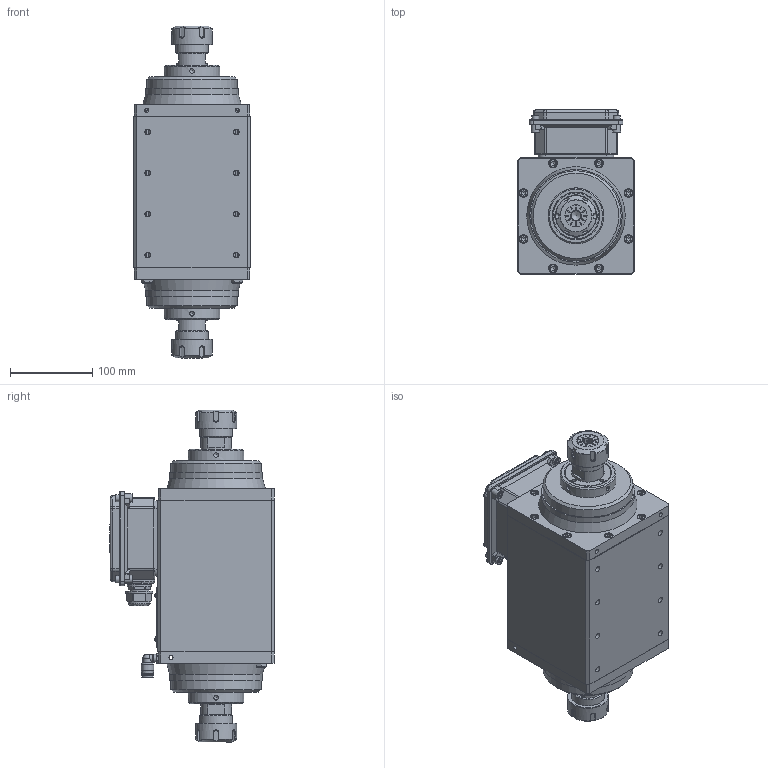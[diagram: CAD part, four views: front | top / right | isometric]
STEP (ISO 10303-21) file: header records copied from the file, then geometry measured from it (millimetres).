
FILE_DESCRIPTION (( 'STEP AP214' ), '1' );
FILE_NAME ('4.5kW邧芛萇儂軞蚾.STEP', '2024-07-15T09:40:51', ( '' ), ( '' ), 'SwSTEP 2.0', 'SolidWorks 2018', '' );
FILE_SCHEMA (( 'AUTOMOTIVE_DESIGN' ));
Length unit declared in the file: millimetre
Products named in the file (79): GDF71-4.5kW邧芛儂褲; 粣; GBT70.1_M6¡Á20; 蹟譫; BSLM01; ER32蹟簽; PL801D; GBT818_M3℅6; ヶ傷裔; ER32-d12芠標; 綴傷裔; GBT70.1_M5¡Á16; 諉盄碟极; 諉盄碟裔砎蝶菜; ヶ甜簽; 萇擢嘐隅芛PG16; 諉盄碟极砎蝶菜; 霧齪; 諉盄碟裔; 4.5kW邧芛萇儂軞蚾
Assembly tree (43 placements, depth 2):
  粣
  GBT70.1_M6¡Á20
  蹟譫
  GBT70.1_M6¡Á20
  蹟譫
Bounding box: 142.5 x 200.75 x 404.71 mm (x, y, z)
Volume: 1840343.3 mm3; surface area: 687269.9 mm2
Topology: 44 solids, 44 shells, 1896 faces, 4824 edges, 3100 vertices
Faces by surface type: plane 924, cylinder 583, cone 257, torus 101, bspline 26, sphere 5
Full cylindrical faces by diameter (mm): 2.5 x2, 3 x2, 3.2 x2, 4.2 x12, 5 x42, 5.2 x2, 5.5 x12, 5.6 x2, 6 x25, 6.485 x2, 6.5 x20, 6.8 x8, 8 x3, 8.5 x4, 8.8 x3, 9.728 x3, 9.8 x1, 9.9 x1, 10 x20, 10.5 x16, 11.5 x2, 12 x3, 13.8 x1, 14 x2, 15 x2, 17 x1, 21.16 x1, 22.5 x1, 23.5 x1, 24 x2
Entity records: 52935 total; most frequent: CARTESIAN_POINT 14566, DIRECTION 7516, ORIENTED_EDGE 6974, EDGE_CURVE 3487, AXIS2_PLACEMENT_3D 2889, VERTEX_POINT 2447, EDGE_LOOP 2240, FACE_OUTER_BOUND 1856
